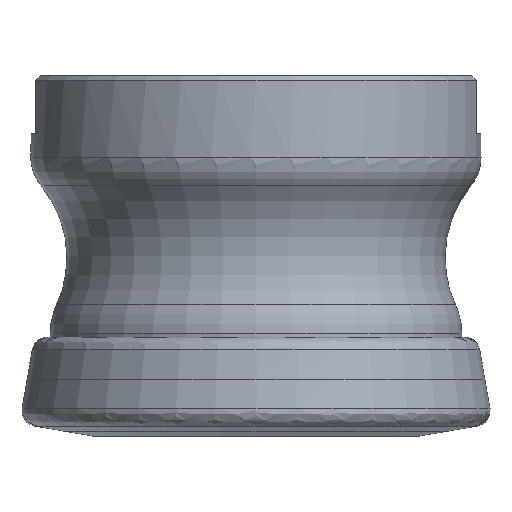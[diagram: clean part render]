
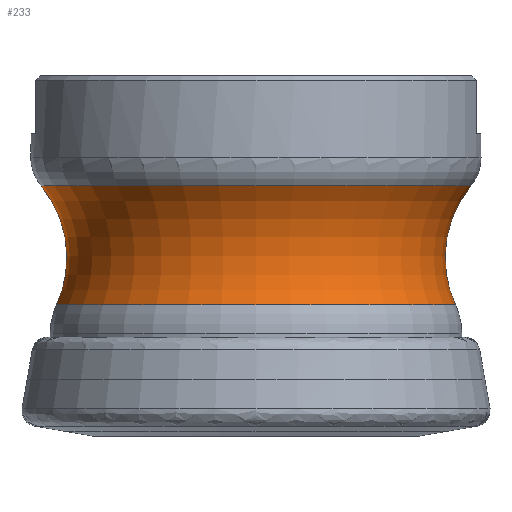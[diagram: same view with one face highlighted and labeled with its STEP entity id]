
A CAD part, left-side view. The second image highlights one B-rep face of the part: STEP entity #233.
In plain terms, the highlighted toroidal (fillet/blend) face has major radius 33.485 mm and minor radius 12.5 mm.
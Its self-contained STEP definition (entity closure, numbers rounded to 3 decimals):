
#91=TOROIDAL_SURFACE('',#919,33.485,12.5);
#233=ADVANCED_FACE('',(#332,#333),#91,.F.);
#332=FACE_BOUND('',#409,.T.);
#333=FACE_BOUND('',#410,.T.);
#409=EDGE_LOOP('',(#547));
#410=EDGE_LOOP('',(#548));
#547=ORIENTED_EDGE('',*,*,#736,.T.);
#548=ORIENTED_EDGE('',*,*,#737,.T.);
#659=VERTEX_POINT('',#1447);
#660=VERTEX_POINT('',#1449);
#736=EDGE_CURVE('',#659,#659,#784,.T.);
#737=EDGE_CURVE('',#660,#660,#785,.T.);
#784=CIRCLE('',#917,22.138);
#785=CIRCLE('',#918,23.853);
#917=AXIS2_PLACEMENT_3D('',#1446,#1100,#1101);
#918=AXIS2_PLACEMENT_3D('',#1448,#1102,#1103);
#919=AXIS2_PLACEMENT_3D('',#1450,#1104,#1105);
#1100=DIRECTION('',(0.,0.,1.));
#1101=DIRECTION('',(-1.,0.,0.));
#1102=DIRECTION('',(0.,0.,-1.));
#1103=DIRECTION('',(1.,0.,0.));
#1104=DIRECTION('',(0.,0.,1.));
#1105=DIRECTION('',(-1.,0.,0.));
#1446=CARTESIAN_POINT('',(0.,0.,-25.423));
#1447=CARTESIAN_POINT('',(-22.138,0.,-25.423));
#1448=CARTESIAN_POINT('',(0.,0.,-12.212));
#1449=CARTESIAN_POINT('',(23.853,0.,-12.212));
#1450=CARTESIAN_POINT('',(0.,0.,-20.179));
